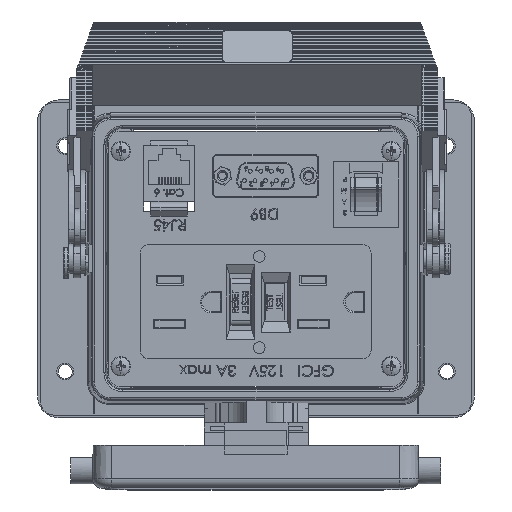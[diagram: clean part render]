
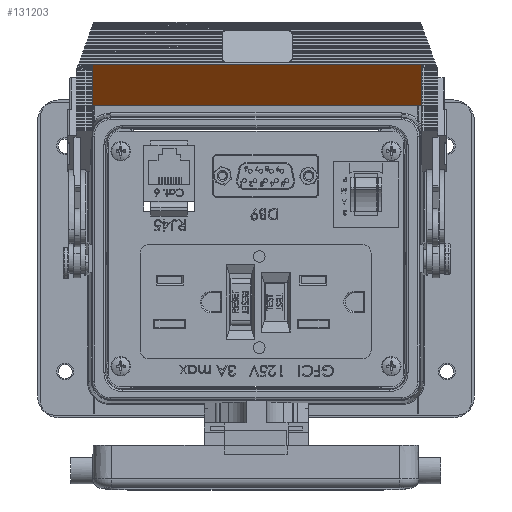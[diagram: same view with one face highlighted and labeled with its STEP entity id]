
A CAD part, top view. The second image highlights one B-rep face of the part: STEP entity #131203.
In plain terms, the highlighted planar face has unit normal (0, -0.695, 0.719).
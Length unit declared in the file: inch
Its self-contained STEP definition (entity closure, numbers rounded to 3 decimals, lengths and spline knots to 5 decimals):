
#5070 = AXIS2_PLACEMENT_3D ( 'NONE', #142435, #156527, #26456 ) ;
#10903 = LINE ( 'NONE', #147527, #90683 ) ;
#16448 = LINE ( 'NONE', #117758, #89438 ) ;
#19605 = EDGE_CURVE ( 'NONE', #22936, #151913, #10903, .T. ) ;
#22020 = ORIENTED_EDGE ( 'NONE', *, *, #19605, .T. ) ;
#22936 = VERTEX_POINT ( 'NONE', #46253 ) ;
#26456 = DIRECTION ( 'NONE',  ( 0., 0.719, 0.695 ) ) ;
#28023 = EDGE_CURVE ( 'NONE', #151913, #151768, #171661, .T. ) ;
#39922 = PLANE ( 'NONE',  #5070 ) ;
#46247 = DIRECTION ( 'NONE',  ( -1., 0., 0. ) ) ;
#46253 = CARTESIAN_POINT ( 'NONE',  ( 2.08098, 3.32467, -0.05982 ) ) ;
#53457 = VECTOR ( 'NONE', #70590, 39.37008 ) ;
#59774 = DIRECTION ( 'NONE',  ( 1., 0., 0. ) ) ;
#64296 = FACE_OUTER_BOUND ( 'NONE', #96357, .T. ) ;
#67094 = LINE ( 'NONE', #157985, #53457 ) ;
#70590 = DIRECTION ( 'NONE',  ( 0., -0.719, -0.695 ) ) ;
#80352 = VECTOR ( 'NONE', #98992, 39.37008 ) ;
#89438 = VECTOR ( 'NONE', #59774, 39.37008 ) ;
#90683 = VECTOR ( 'NONE', #46247, 39.37008 ) ;
#95137 = EDGE_CURVE ( 'NONE', #151768, #159013, #16448, .T. ) ;
#96357 = EDGE_LOOP ( 'NONE', ( #143162, #22020, #143792, #130469 ) ) ;
#98992 = DIRECTION ( 'NONE',  ( 0., -0.719, -0.695 ) ) ;
#117758 = CARTESIAN_POINT ( 'NONE',  ( 2.08098, 2.86027, -0.50828 ) ) ;
#130469 = ORIENTED_EDGE ( 'NONE', *, *, #95137, .T. ) ;
#131203 = ADVANCED_FACE ( 'NONE', ( #64296 ), #39922, .F. ) ;
#139884 = CARTESIAN_POINT ( 'NONE',  ( -1.65902, 2.86027, -0.50828 ) ) ;
#142435 = CARTESIAN_POINT ( 'NONE',  ( 2.08098, 3.47171, 0.08218 ) ) ;
#143162 = ORIENTED_EDGE ( 'NONE', *, *, #172592, .F. ) ;
#143792 = ORIENTED_EDGE ( 'NONE', *, *, #28023, .T. ) ;
#147527 = CARTESIAN_POINT ( 'NONE',  ( 2.08098, 3.32467, -0.05982 ) ) ;
#151768 = VERTEX_POINT ( 'NONE', #139884 ) ;
#151913 = VERTEX_POINT ( 'NONE', #157152 ) ;
#156527 = DIRECTION ( 'NONE',  ( 0., 0.695, -0.719 ) ) ;
#157152 = CARTESIAN_POINT ( 'NONE',  ( -1.65902, 3.32467, -0.05982 ) ) ;
#157985 = CARTESIAN_POINT ( 'NONE',  ( 2.08098, 3.47171, 0.08218 ) ) ;
#159013 = VERTEX_POINT ( 'NONE', #186859 ) ;
#171661 = LINE ( 'NONE', #172280, #80352 ) ;
#172280 = CARTESIAN_POINT ( 'NONE',  ( -1.65902, 3.47171, 0.08218 ) ) ;
#172592 = EDGE_CURVE ( 'NONE', #22936, #159013, #67094, .T. ) ;
#186859 = CARTESIAN_POINT ( 'NONE',  ( 2.08098, 2.86027, -0.50828 ) ) ;
